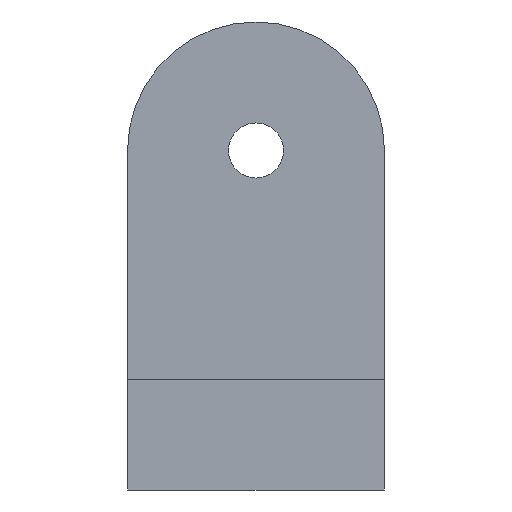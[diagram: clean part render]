
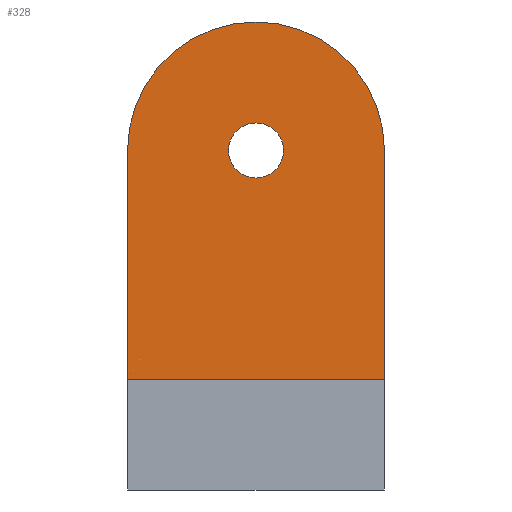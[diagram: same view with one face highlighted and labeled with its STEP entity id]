
A CAD part, front view. The second image highlights one B-rep face of the part: STEP entity #328.
In plain terms, the highlighted planar face has unit normal (0, -1, 0).
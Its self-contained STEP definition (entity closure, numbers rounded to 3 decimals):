
#24=LINE('',#509,#50);
#35=LINE('',#531,#61);
#37=LINE('',#544,#63);
#50=VECTOR('',#417,12.5);
#61=VECTOR('',#430,12.5);
#63=VECTOR('',#450,14.);
#72=PLANE('',#363);
#84=FACE_BOUND('',#138,.T.);
#111=FACE_OUTER_BOUND('',#137,.T.);
#137=EDGE_LOOP('',(#286,#287,#288,#289));
#138=EDGE_LOOP('',(#290));
#158=CIRCLE('',#356,7.);
#160=CIRCLE('',#360,1.5);
#178=VERTEX_POINT('',#506);
#179=VERTEX_POINT('',#508);
#188=VERTEX_POINT('',#528);
#189=VERTEX_POINT('',#530);
#191=VERTEX_POINT('',#539);
#211=EDGE_CURVE('',#179,#178,#24,.T.);
#222=EDGE_CURVE('',#189,#188,#35,.T.);
#224=EDGE_CURVE('',#178,#189,#158,.T.);
#226=EDGE_CURVE('',#191,#191,#160,.T.);
#228=EDGE_CURVE('',#179,#188,#37,.T.);
#286=ORIENTED_EDGE('',*,*,#228,.F.);
#287=ORIENTED_EDGE('',*,*,#211,.T.);
#288=ORIENTED_EDGE('',*,*,#224,.T.);
#289=ORIENTED_EDGE('',*,*,#222,.T.);
#290=ORIENTED_EDGE('',*,*,#226,.T.);
#328=ADVANCED_FACE('',(#111,#84),#72,.T.);
#356=AXIS2_PLACEMENT_3D('',#534,#434,#435);
#360=AXIS2_PLACEMENT_3D('',#540,#442,#443);
#363=AXIS2_PLACEMENT_3D('',#543,#448,#449);
#417=DIRECTION('',(0.,0.,1.));
#430=DIRECTION('',(0.,0.,-1.));
#434=DIRECTION('center_axis',(0.,-1.,0.));
#435=DIRECTION('ref_axis',(-1.,0.,0.));
#442=DIRECTION('center_axis',(0.,1.,0.));
#443=DIRECTION('ref_axis',(-1.,0.,0.));
#448=DIRECTION('center_axis',(0.,-1.,0.));
#449=DIRECTION('ref_axis',(0.,0.,-1.));
#450=DIRECTION('',(-1.,0.,0.));
#506=CARTESIAN_POINT('',(7.,11.,18.5));
#508=CARTESIAN_POINT('',(7.,11.,6.));
#509=CARTESIAN_POINT('',(7.,11.,18.5));
#528=CARTESIAN_POINT('',(-7.,11.,6.));
#530=CARTESIAN_POINT('',(-7.,11.,18.5));
#531=CARTESIAN_POINT('',(-7.,11.,0.));
#534=CARTESIAN_POINT('Origin',(0.,11.,18.5));
#539=CARTESIAN_POINT('',(1.5,11.,18.5));
#540=CARTESIAN_POINT('Origin',(0.,11.,18.5));
#543=CARTESIAN_POINT('Origin',(0.,11.,10.681));
#544=CARTESIAN_POINT('',(0.,11.,6.));
